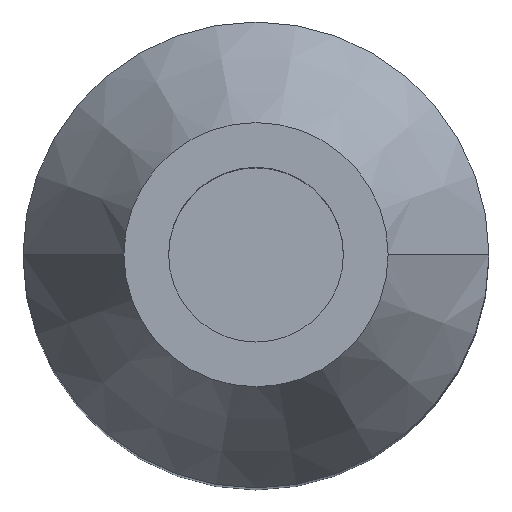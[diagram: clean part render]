
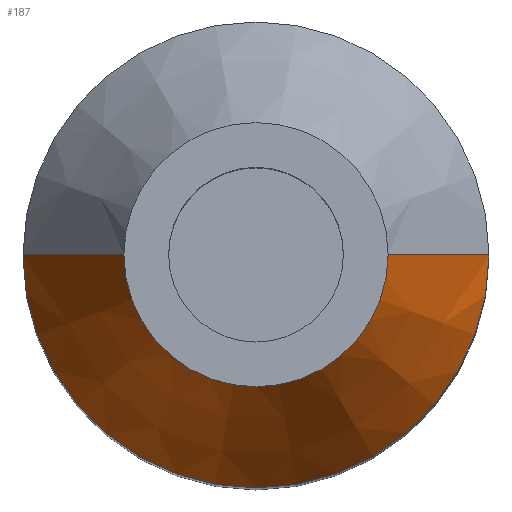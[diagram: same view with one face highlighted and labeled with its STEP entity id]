
A CAD part, top view. The second image highlights one B-rep face of the part: STEP entity #187.
In plain terms, the highlighted conical face has half-angle 30 degrees and reference radius 4 mm.
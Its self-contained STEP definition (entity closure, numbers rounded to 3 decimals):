
#2 = EDGE_CURVE ( 'NONE', #323, #166, #80, .T. ) ;
#5 = ORIENTED_EDGE ( 'NONE', *, *, #197, .F. ) ;
#8 = DIRECTION ( 'NONE',  ( 0., 0., 1. ) ) ;
#19 = CARTESIAN_POINT ( 'NONE',  ( 4., 0., 22. ) ) ;
#25 = FACE_OUTER_BOUND ( 'NONE', #239, .T. ) ;
#33 = ORIENTED_EDGE ( 'NONE', *, *, #2, .T. ) ;
#39 = DIRECTION ( 'NONE',  ( 0., 0., 1. ) ) ;
#43 = CARTESIAN_POINT ( 'NONE',  ( 4., 0., 22. ) ) ;
#44 = CARTESIAN_POINT ( 'NONE',  ( -4., 0., 22. ) ) ;
#49 = CARTESIAN_POINT ( 'NONE',  ( -4., 0., 22. ) ) ;
#53 = VERTEX_POINT ( 'NONE', #153 ) ;
#74 = LINE ( 'NONE', #43, #95 ) ;
#80 = CIRCLE ( 'NONE', #251, 4. ) ;
#90 = CARTESIAN_POINT ( 'NONE',  ( 2.268, 0., 25. ) ) ;
#95 = VECTOR ( 'NONE', #315, 1000. ) ;
#113 = DIRECTION ( 'NONE',  ( 1., 0., 0. ) ) ;
#118 = DIRECTION ( 'NONE',  ( -0.5, 0., -0.866 ) ) ;
#149 = EDGE_CURVE ( 'NONE', #53, #323, #200, .T. ) ;
#153 = CARTESIAN_POINT ( 'NONE',  ( -2.268, 0., 25. ) ) ;
#166 = VERTEX_POINT ( 'NONE', #19 ) ;
#185 = VERTEX_POINT ( 'NONE', #90 ) ;
#187 = ADVANCED_FACE ( 'NONE', ( #25 ), #308, .T. ) ;
#189 = AXIS2_PLACEMENT_3D ( 'NONE', #284, #39, #113 ) ;
#197 = EDGE_CURVE ( 'NONE', #53, #185, #261, .T. ) ;
#200 = LINE ( 'NONE', #44, #220 ) ;
#211 = CARTESIAN_POINT ( 'NONE',  ( 0., 0., 22. ) ) ;
#212 = ORIENTED_EDGE ( 'NONE', *, *, #149, .T. ) ;
#216 = DIRECTION ( 'NONE',  ( 1., 0., 0. ) ) ;
#220 = VECTOR ( 'NONE', #118, 1000. ) ;
#239 = EDGE_LOOP ( 'NONE', ( #248, #5, #212, #33 ) ) ;
#248 = ORIENTED_EDGE ( 'NONE', *, *, #334, .F. ) ;
#251 = AXIS2_PLACEMENT_3D ( 'NONE', #211, #8, #216 ) ;
#261 = CIRCLE ( 'NONE', #189, 2.268 ) ;
#284 = CARTESIAN_POINT ( 'NONE',  ( 0., 0., 25. ) ) ;
#307 = DIRECTION ( 'NONE',  ( 0., 0., -1. ) ) ;
#308 = CONICAL_SURFACE ( 'NONE', #343, 4., 0.524 ) ;
#312 = CARTESIAN_POINT ( 'NONE',  ( 0., 0., 22. ) ) ;
#315 = DIRECTION ( 'NONE',  ( 0.5, 0., -0.866 ) ) ;
#323 = VERTEX_POINT ( 'NONE', #49 ) ;
#334 = EDGE_CURVE ( 'NONE', #185, #166, #74, .T. ) ;
#337 = DIRECTION ( 'NONE',  ( -1., 0., 0. ) ) ;
#343 = AXIS2_PLACEMENT_3D ( 'NONE', #312, #307, #337 ) ;
